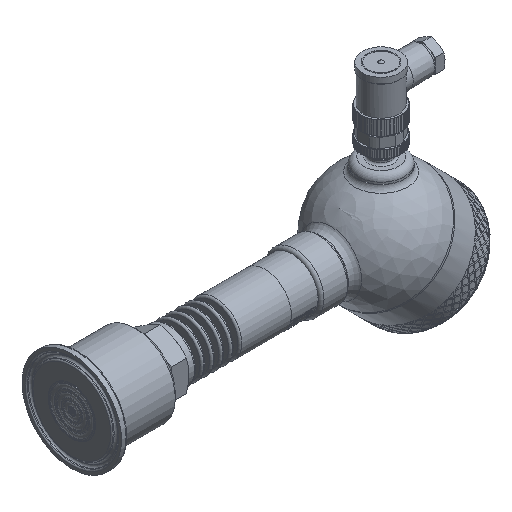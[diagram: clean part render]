
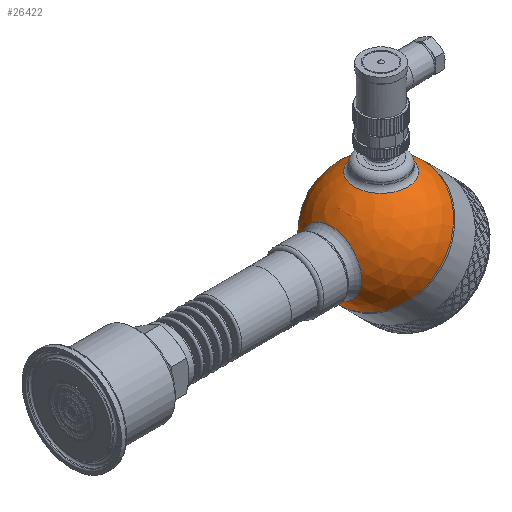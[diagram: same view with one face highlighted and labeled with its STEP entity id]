
A CAD part, isometric view. The second image highlights one B-rep face of the part: STEP entity #26422.
In plain terms, the highlighted spherical face has radius 30 mm.
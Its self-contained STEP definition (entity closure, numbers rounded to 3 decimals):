
#39=SPHERICAL_SURFACE('',#28138,30.);
#1048=FACE_BOUND('',#3728,.T.);
#1049=FACE_BOUND('',#3729,.T.);
#1991=FACE_OUTER_BOUND('',#3727,.T.);
#3727=EDGE_LOOP('',(#19424,#19425,#19426,#19427));
#3728=EDGE_LOOP('',(#19428));
#3729=EDGE_LOOP('',(#19429));
#5409=CIRCLE('',#28135,15.643);
#5412=CIRCLE('',#28139,30.);
#5413=CIRCLE('',#28140,30.);
#5414=CIRCLE('',#28141,30.);
#5415=CIRCLE('',#28142,13.5);
#10864=VERTEX_POINT('',#50752);
#10866=VERTEX_POINT('',#50758);
#10867=VERTEX_POINT('',#50759);
#10868=VERTEX_POINT('',#50761);
#10869=VERTEX_POINT('',#50764);
#14051=EDGE_CURVE('',#10864,#10864,#5409,.T.);
#14054=EDGE_CURVE('',#10866,#10867,#5412,.T.);
#14055=EDGE_CURVE('',#10866,#10868,#5413,.T.);
#14056=EDGE_CURVE('',#10867,#10866,#5414,.T.);
#14057=EDGE_CURVE('',#10869,#10869,#5415,.T.);
#19424=ORIENTED_EDGE('',*,*,#14054,.F.);
#19425=ORIENTED_EDGE('',*,*,#14055,.T.);
#19426=ORIENTED_EDGE('',*,*,#14055,.F.);
#19427=ORIENTED_EDGE('',*,*,#14056,.F.);
#19428=ORIENTED_EDGE('',*,*,#14051,.F.);
#19429=ORIENTED_EDGE('',*,*,#14057,.F.);
#26422=ADVANCED_FACE('',(#1991,#1048,#1049),#39,.T.);
#28135=AXIS2_PLACEMENT_3D('',#50753,#30552,#30553);
#28138=AXIS2_PLACEMENT_3D('',#50757,#30558,#30559);
#28139=AXIS2_PLACEMENT_3D('',#50760,#30560,#30561);
#28140=AXIS2_PLACEMENT_3D('',#50762,#30562,#30563);
#28141=AXIS2_PLACEMENT_3D('',#50763,#30564,#30565);
#28142=AXIS2_PLACEMENT_3D('',#50765,#30566,#30567);
#30552=DIRECTION('center_axis',(-0.707,0.,0.707));
#30553=DIRECTION('ref_axis',(0.707,0.,0.707));
#30558=DIRECTION('center_axis',(1.,0.,0.));
#30559=DIRECTION('ref_axis',(0.,-1.,0.));
#30560=DIRECTION('center_axis',(1.,0.,0.));
#30561=DIRECTION('ref_axis',(0.,1.,0.));
#30562=DIRECTION('center_axis',(0.,0.,1.));
#30563=DIRECTION('ref_axis',(0.,1.,0.));
#30564=DIRECTION('center_axis',(1.,0.,0.));
#30565=DIRECTION('ref_axis',(0.,1.,0.));
#30566=DIRECTION('center_axis',(-0.707,0.,-0.707));
#30567=DIRECTION('ref_axis',(-0.707,0.,0.707));
#50752=CARTESIAN_POINT('',(-29.162,0.,7.04));
#50753=CARTESIAN_POINT('Origin',(-18.101,0.,18.101));
#50757=CARTESIAN_POINT('Origin',(0.,0.,0.));
#50758=CARTESIAN_POINT('',(0.,30.,0.));
#50759=CARTESIAN_POINT('',(0.,-30.,0.));
#50760=CARTESIAN_POINT('Origin',(0.,0.,0.));
#50761=CARTESIAN_POINT('',(-30.,0.,0.));
#50762=CARTESIAN_POINT('Origin',(0.,0.,0.));
#50763=CARTESIAN_POINT('Origin',(0.,0.,0.));
#50764=CARTESIAN_POINT('',(-9.398,0.,-28.49));
#50765=CARTESIAN_POINT('Origin',(-18.944,0.,-18.944));
